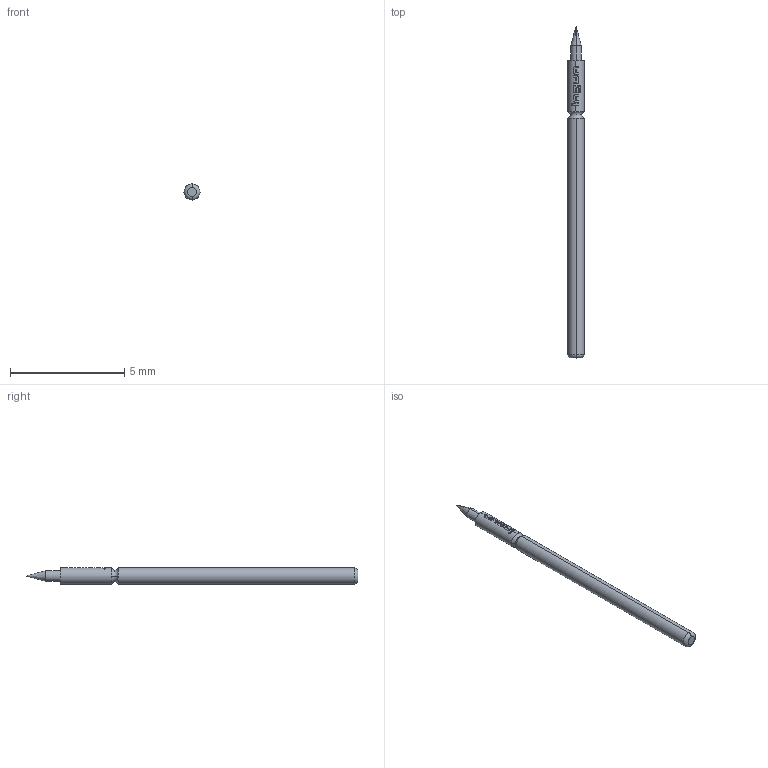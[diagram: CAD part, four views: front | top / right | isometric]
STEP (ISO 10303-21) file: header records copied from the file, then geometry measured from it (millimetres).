
FILE_DESCRIPTION (( 'STEP AP203' ), '1' );
FILE_NAME ('INGUN_GKS-079_301_050_A_xx00.STEP', '2021-09-29T05:48:22', ( 'ochi' ), ( '' ), 'SwSTEP 2.0', 'SolidWorks 2018', '' );
FILE_SCHEMA (( 'CONFIG_CONTROL_DESIGN' ));
Length unit declared in the file: millimetre
Products named in the file (1): INGUN_GKS-079_301_050_A_xx00
Bounding box: 0.7 x 14.5 x 0.7 mm (x, y, z)
Volume: 5.1 mm3; surface area: 30.7 mm2
Topology: 1 solids, 1 shells, 87 faces, 246 edges, 161 vertices
Faces by surface type: bspline 28, plane 26, cylinder 25, torus 6, cone 2
Entity records: 4191 total; most frequent: CARTESIAN_POINT 2311, ORIENTED_EDGE 488, EDGE_CURVE 244, DIRECTION 198, B_SPLINE_CURVE_WITH_KNOTS 192, VERTEX_POINT 161, EDGE_LOOP 89, FACE_OUTER_BOUND 87
